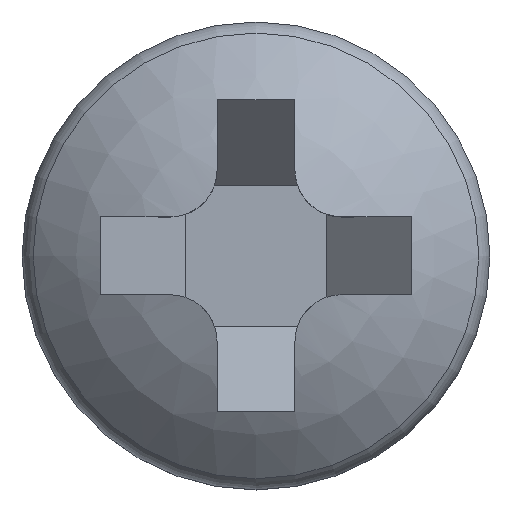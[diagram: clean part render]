
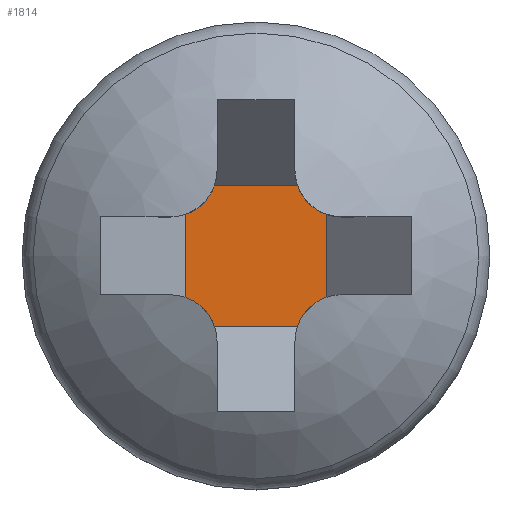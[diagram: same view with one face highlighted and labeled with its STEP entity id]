
A CAD part, top view. The second image highlights one B-rep face of the part: STEP entity #1814.
In plain terms, the highlighted planar face has unit normal (0, 0, 1).
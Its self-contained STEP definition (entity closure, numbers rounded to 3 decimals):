
#33=PLANE('',#1925);
#99=FACE_OUTER_BOUND('',#166,.T.);
#166=EDGE_LOOP('',(#1641,#1642,#1643,#1644,#1645,#1646,#1647,#1648));
#187=CIRCLE('',#1890,0.6);
#204=CIRCLE('',#1912,0.6);
#205=CIRCLE('',#1916,0.6);
#206=CIRCLE('',#1921,0.6);
#467=LINE('',#27772,#536);
#469=LINE('',#27776,#538);
#470=LINE('',#27777,#539);
#471=LINE('',#27778,#540);
#536=VECTOR('',#2162,10.);
#538=VECTOR('',#2168,10.);
#539=VECTOR('',#2169,10.);
#540=VECTOR('',#2170,10.);
#750=VERTEX_POINT('',#27622);
#754=VERTEX_POINT('',#27644);
#775=VERTEX_POINT('',#27734);
#776=VERTEX_POINT('',#27736);
#779=VERTEX_POINT('',#27744);
#780=VERTEX_POINT('',#27746);
#783=VERTEX_POINT('',#27754);
#785=VERTEX_POINT('',#27759);
#1038=EDGE_CURVE('',#750,#754,#187,.T.);
#1063=EDGE_CURVE('',#775,#776,#204,.F.);
#1068=EDGE_CURVE('',#779,#780,#205,.F.);
#1076=EDGE_CURVE('',#783,#785,#206,.T.);
#1082=EDGE_CURVE('',#776,#779,#467,.T.);
#1084=EDGE_CURVE('',#750,#775,#469,.T.);
#1085=EDGE_CURVE('',#783,#754,#470,.T.);
#1086=EDGE_CURVE('',#780,#785,#471,.T.);
#1641=ORIENTED_EDGE('',*,*,#1082,.F.);
#1642=ORIENTED_EDGE('',*,*,#1063,.F.);
#1643=ORIENTED_EDGE('',*,*,#1084,.F.);
#1644=ORIENTED_EDGE('',*,*,#1038,.T.);
#1645=ORIENTED_EDGE('',*,*,#1085,.F.);
#1646=ORIENTED_EDGE('',*,*,#1076,.T.);
#1647=ORIENTED_EDGE('',*,*,#1086,.F.);
#1648=ORIENTED_EDGE('',*,*,#1068,.F.);
#1814=ADVANCED_FACE('',(#99),#33,.F.);
#1890=AXIS2_PLACEMENT_3D('',#27646,#2079,#2080);
#1912=AXIS2_PLACEMENT_3D('',#27737,#2127,#2128);
#1916=AXIS2_PLACEMENT_3D('',#27747,#2137,#2138);
#1921=AXIS2_PLACEMENT_3D('',#27761,#2151,#2152);
#1925=AXIS2_PLACEMENT_3D('',#27775,#2166,#2167);
#2079=DIRECTION('center_axis',(0.,0.,-1.));
#2080=DIRECTION('ref_axis',(0.707,-0.707,0.));
#2127=DIRECTION('center_axis',(0.,0.,-1.));
#2128=DIRECTION('ref_axis',(-0.707,-0.707,0.));
#2137=DIRECTION('center_axis',(0.,0.,-1.));
#2138=DIRECTION('ref_axis',(-0.707,0.707,0.));
#2151=DIRECTION('center_axis',(0.,0.,-1.));
#2152=DIRECTION('ref_axis',(0.707,0.707,0.));
#2162=DIRECTION('',(0.,-1.,0.));
#2166=DIRECTION('center_axis',(0.,0.,-1.));
#2167=DIRECTION('ref_axis',(-1.,0.,0.));
#2168=DIRECTION('',(1.,0.,0.));
#2169=DIRECTION('',(0.,1.,0.));
#2170=DIRECTION('',(-1.,0.,0.));
#27622=CARTESIAN_POINT('',(-0.534,0.9,0.4));
#27644=CARTESIAN_POINT('',(-0.9,0.534,0.4));
#27646=CARTESIAN_POINT('Origin',(-1.1,1.1,0.4));
#27734=CARTESIAN_POINT('',(0.534,0.9,0.4));
#27736=CARTESIAN_POINT('',(0.9,0.534,0.4));
#27737=CARTESIAN_POINT('Origin',(1.1,1.1,0.4));
#27744=CARTESIAN_POINT('',(0.9,-0.534,0.4));
#27746=CARTESIAN_POINT('',(0.534,-0.9,0.4));
#27747=CARTESIAN_POINT('Origin',(1.1,-1.1,0.4));
#27754=CARTESIAN_POINT('',(-0.9,-0.534,0.4));
#27759=CARTESIAN_POINT('',(-0.534,-0.9,0.4));
#27761=CARTESIAN_POINT('Origin',(-1.1,-1.1,0.4));
#27772=CARTESIAN_POINT('',(0.9,0.25,0.4));
#27775=CARTESIAN_POINT('Origin',(0.,0.,0.4));
#27776=CARTESIAN_POINT('',(-0.25,0.9,0.4));
#27777=CARTESIAN_POINT('',(-0.9,-0.25,0.4));
#27778=CARTESIAN_POINT('',(0.25,-0.9,0.4));
